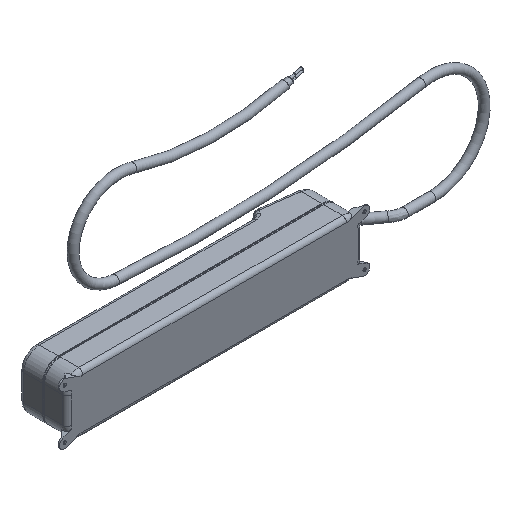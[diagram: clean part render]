
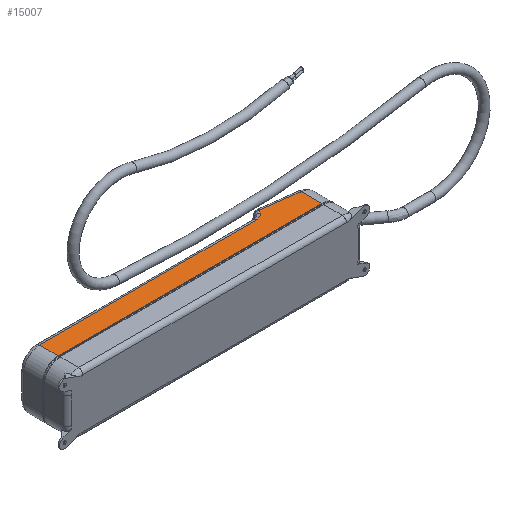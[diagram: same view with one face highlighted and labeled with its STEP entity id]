
A CAD part, isometric view. The second image highlights one B-rep face of the part: STEP entity #15007.
In plain terms, the highlighted planar face has unit normal (0, 0, 1).
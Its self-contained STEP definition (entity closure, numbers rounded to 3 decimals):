
#714=B_SPLINE_CURVE_WITH_KNOTS('',3,(#24493,#24494,#24495,#24496,#24497),
 .UNSPECIFIED.,.F.,.F.,(4,1,4),(0.,0.062,0.109),
 .UNSPECIFIED.);
#715=B_SPLINE_CURVE_WITH_KNOTS('',3,(#24499,#24500,#24501,#24502),
 .UNSPECIFIED.,.F.,.F.,(4,4),(0.,0.311),.UNSPECIFIED.);
#716=B_SPLINE_CURVE_WITH_KNOTS('',3,(#24504,#24505,#24506,#24507,#24508),
 .UNSPECIFIED.,.F.,.F.,(4,1,4),(-0.868,-0.372,0.),
 .UNSPECIFIED.);
#1103=FACE_OUTER_BOUND('',#2052,.T.);
#2052=EDGE_LOOP('',(#11498,#11499,#11500,#11501,#11502,#11503,#11504,#11505));
#4209=LINE('',#24357,#5420);
#4244=LINE('',#24481,#5455);
#4245=LINE('',#24486,#5456);
#4247=LINE('',#24491,#5458);
#4248=LINE('',#24509,#5459);
#5420=VECTOR('',#19236,10.);
#5455=VECTOR('',#19349,10.);
#5456=VECTOR('',#19356,10.);
#5458=VECTOR('',#19362,10.);
#5459=VECTOR('',#19363,10.);
#6699=VERTEX_POINT('',#24354);
#6700=VERTEX_POINT('',#24356);
#6726=VERTEX_POINT('',#24480);
#6727=VERTEX_POINT('',#24484);
#6728=VERTEX_POINT('',#24490);
#6729=VERTEX_POINT('',#24492);
#6730=VERTEX_POINT('',#24498);
#6731=VERTEX_POINT('',#24503);
#8393=EDGE_CURVE('',#6700,#6699,#4209,.T.);
#8446=EDGE_CURVE('',#6700,#6726,#4244,.T.);
#8449=EDGE_CURVE('',#6727,#6699,#4245,.T.);
#8451=EDGE_CURVE('',#6728,#6727,#4247,.T.);
#8452=EDGE_CURVE('',#6729,#6728,#714,.T.);
#8453=EDGE_CURVE('',#6730,#6729,#715,.T.);
#8454=EDGE_CURVE('',#6731,#6730,#716,.T.);
#8455=EDGE_CURVE('',#6726,#6731,#4248,.T.);
#11498=ORIENTED_EDGE('',*,*,#8393,.T.);
#11499=ORIENTED_EDGE('',*,*,#8449,.F.);
#11500=ORIENTED_EDGE('',*,*,#8451,.F.);
#11501=ORIENTED_EDGE('',*,*,#8452,.F.);
#11502=ORIENTED_EDGE('',*,*,#8453,.F.);
#11503=ORIENTED_EDGE('',*,*,#8454,.F.);
#11504=ORIENTED_EDGE('',*,*,#8455,.F.);
#11505=ORIENTED_EDGE('',*,*,#8446,.F.);
#14519=PLANE('',#16285);
#15007=ADVANCED_FACE('',(#1103),#14519,.T.);
#16285=AXIS2_PLACEMENT_3D('',#24489,#19360,#19361);
#19236=DIRECTION('',(1.,0.,0.));
#19349=DIRECTION('',(0.,1.,0.));
#19356=DIRECTION('',(0.,-1.,0.));
#19360=DIRECTION('center_axis',(0.,0.,1.));
#19361=DIRECTION('ref_axis',(1.,0.,0.));
#19362=DIRECTION('',(0.991,-0.132,0.));
#19363=DIRECTION('',(1.,0.,0.));
#24354=CARTESIAN_POINT('',(-15.,23.25,27.5));
#24356=CARTESIAN_POINT('',(-265.,23.25,27.5));
#24357=CARTESIAN_POINT('',(-202.5,23.25,27.5));
#24480=CARTESIAN_POINT('',(-265.,41.,27.5));
#24481=CARTESIAN_POINT('',(-265.,35.75,27.5));
#24484=CARTESIAN_POINT('',(-15.,42.965,27.5));
#24486=CARTESIAN_POINT('',(-15.,13.25,27.5));
#24489=CARTESIAN_POINT('Origin',(-140.,26.5,27.5));
#24490=CARTESIAN_POINT('',(-49.22,47.527,27.5));
#24491=CARTESIAN_POINT('',(-68.094,50.044,27.5));
#24492=CARTESIAN_POINT('',(-50.187,47.137,27.5));
#24493=CARTESIAN_POINT('Ctrl Pts',(-50.187,47.137,27.5));
#24494=CARTESIAN_POINT('Ctrl Pts',(-50.061,47.302,27.5));
#24495=CARTESIAN_POINT('Ctrl Pts',(-49.747,47.517,27.5));
#24496=CARTESIAN_POINT('Ctrl Pts',(-49.375,47.548,27.5));
#24497=CARTESIAN_POINT('Ctrl Pts',(-49.22,47.527,27.5));
#24498=CARTESIAN_POINT('',(-52.078,44.671,27.5));
#24499=CARTESIAN_POINT('Ctrl Pts',(-52.078,44.671,27.5));
#24500=CARTESIAN_POINT('Ctrl Pts',(-51.448,45.493,27.5));
#24501=CARTESIAN_POINT('Ctrl Pts',(-50.818,46.315,27.5));
#24502=CARTESIAN_POINT('Ctrl Pts',(-50.187,47.137,27.5));
#24503=CARTESIAN_POINT('',(-59.61,41.,27.5));
#24504=CARTESIAN_POINT('Ctrl Pts',(-59.61,41.,27.5));
#24505=CARTESIAN_POINT('Ctrl Pts',(-57.957,41.,27.5));
#24506=CARTESIAN_POINT('Ctrl Pts',(-55.066,41.757,27.5));
#24507=CARTESIAN_POINT('Ctrl Pts',(-52.831,43.686,27.5));
#24508=CARTESIAN_POINT('Ctrl Pts',(-52.078,44.671,27.5));
#24509=CARTESIAN_POINT('',(-100.,41.,27.5));
